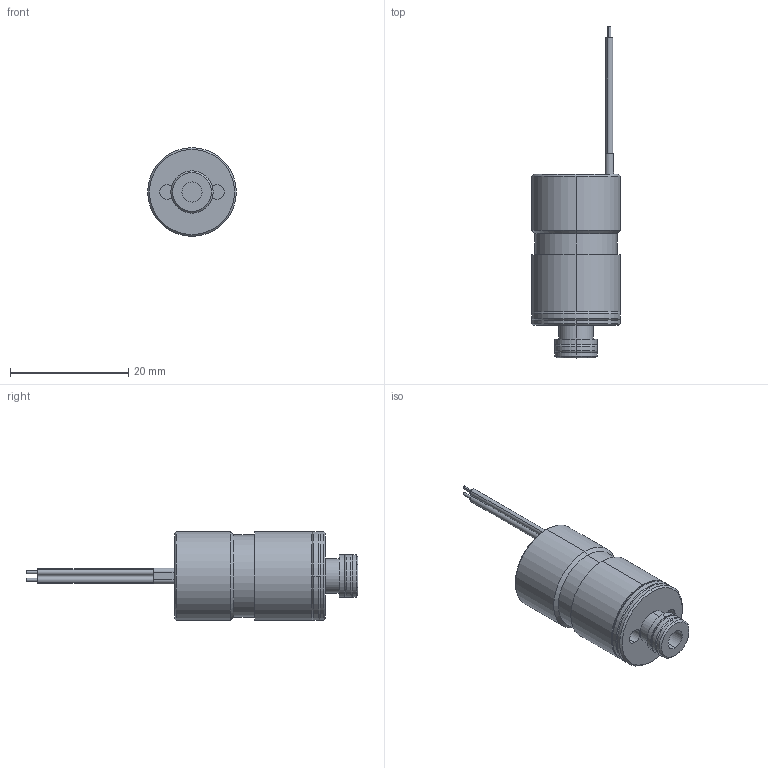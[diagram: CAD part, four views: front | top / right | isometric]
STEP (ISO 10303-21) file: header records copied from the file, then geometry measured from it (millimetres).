
FILE_DESCRIPTION (( 'STEP AP214' ), '1' );
FILE_NAME ('VP 204-5.STEP', '2020-03-02T07:58:12', ( '' ), ( '' ), 'SwSTEP 2.0', 'SolidWorks 2019', '' );
FILE_SCHEMA (( 'AUTOMOTIVE_DESIGN' ));
Length unit declared in the file: millimetre
Products named in the file (1): VP 204-5
Bounding box: 15 x 56.18 x 15 mm (x, y, z)
Volume: 4526.8 mm3; surface area: 2128.3 mm2
Topology: 1 solids, 2 shells, 105 faces, 235 edges, 148 vertices
Faces by surface type: cylinder 57, plane 23, cone 14, torus 8, bspline 3
Entity records: 5162 total; most frequent: CARTESIAN_POINT 1773, DIRECTION 497, ORIENTED_EDGE 462, EDGE_CURVE 231, AXIS2_PLACEMENT_3D 208, VERTEX_POINT 148, EDGE_LOOP 123, FACE_OUTER_BOUND 105
